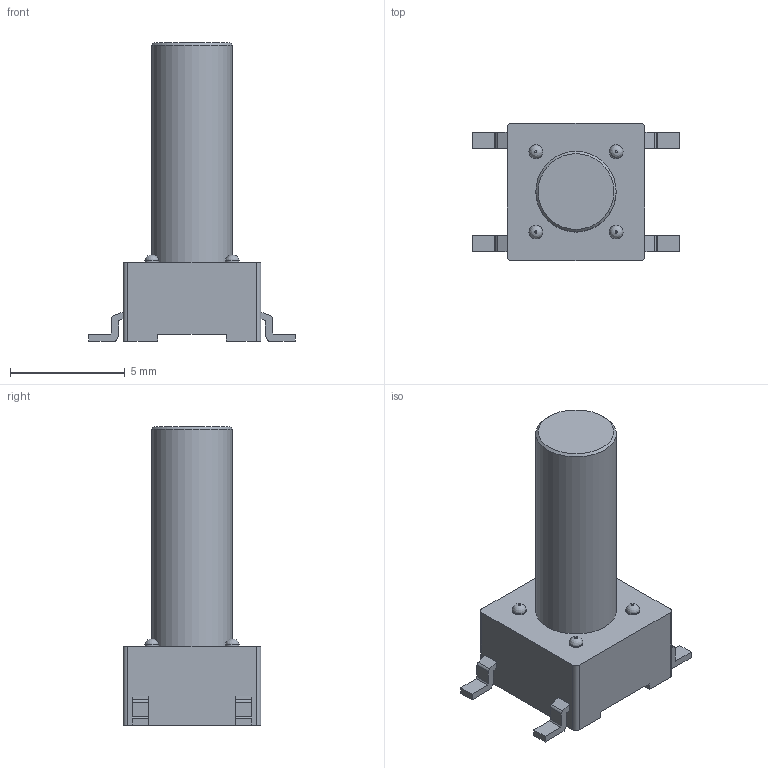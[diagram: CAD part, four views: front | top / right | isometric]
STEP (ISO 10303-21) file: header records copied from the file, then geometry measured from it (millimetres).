
FILE_DESCRIPTION(('FreeCAD Model'),'2;1');
FILE_NAME('Open CASCADE Shape Model','2025-05-06T11:47:18',(''),(''), 'Open CASCADE STEP processor 7.8','FreeCAD','Unknown');
FILE_SCHEMA(('AUTOMOTIVE_DESIGN { 1 0 10303 214 1 1 1 1 }'));
Length unit declared in the file: millimetre
Products named in the file (1): 13mm
Bounding box: 9 x 6 x 13 mm (x, y, z)
Volume: 212.7 mm3; surface area: 279.3 mm2
Topology: 1 solids, 1 shells, 89 faces, 229 edges, 151 vertices
Faces by surface type: plane 59, cylinder 25, revolution 4, cone 1
Full cylindrical faces by diameter (mm): 0.6 x4, 3.5 x1
Entity records: 2748 total; most frequent: CARTESIAN_POINT 502, DIRECTION 460, ORIENTED_EDGE 458, EDGE_CURVE 229, LINE 166, VECTOR 166, VERTEX_POINT 151, AXIS2_PLACEMENT_3D 145
